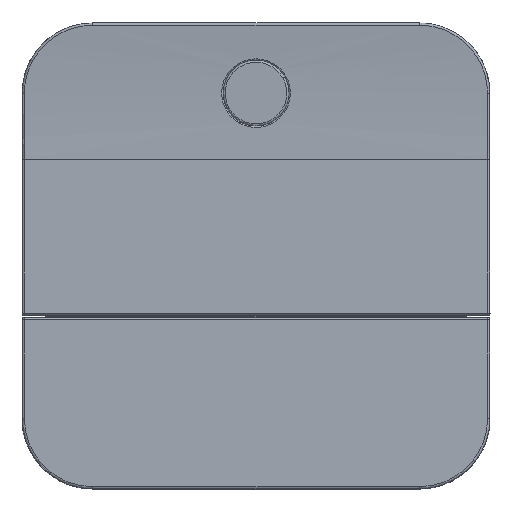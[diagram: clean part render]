
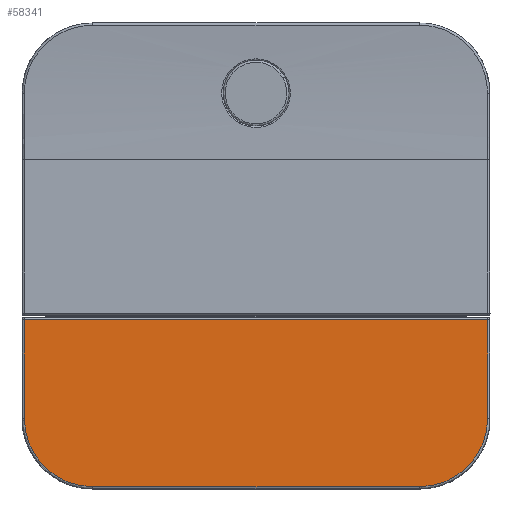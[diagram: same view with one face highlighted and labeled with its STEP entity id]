
A CAD part, top view. The second image highlights one B-rep face of the part: STEP entity #58341.
In plain terms, the highlighted planar face has unit normal (0, 0, 1).
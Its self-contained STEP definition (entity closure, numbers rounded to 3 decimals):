
#58086=DIRECTION(' ',(0.,0.,1.));
#58091=CARTESIAN_POINT(' ',(16.614,-59.386,7.));
#58096=DIRECTION(' ',(1.,0.,0.));
#58101=AXIS2_PLACEMENT_3D(' ',#58091,#58086,#58096);
#58106=PLANE('',#58101);
#58111=CARTESIAN_POINT(' ',(16.614,59.386,7.));
#58116=DIRECTION(' ',(0.,-1.,0.));
#58121=VECTOR(' ',#58116,1.);
#58126=LINE('',#58111,#58121);
#58131=CARTESIAN_POINT(' ',(16.614,59.386,7.));
#58132=VERTEX_POINT(' ',#58131);
#58136=CARTESIAN_POINT(' ',(16.614,-59.386,7.));
#58137=VERTEX_POINT(' ',#58136);
#58141=EDGE_CURVE(' ',#58132,#58137,#58126,.T.);
#58146=ORIENTED_EDGE(' ',*,*,#58141,.T.);
#58151=CARTESIAN_POINT(' ',(16.614,-59.386,7.));
#58156=DIRECTION(' ',(1.,0.,0.));
#58161=VECTOR(' ',#58156,1.);
#58166=LINE('',#58151,#58161);
#58171=CARTESIAN_POINT(' ',(41.889,-59.386,7.));
#58172=VERTEX_POINT(' ',#58171);
#58176=EDGE_CURVE(' ',#58137,#58172,#58166,.T.);
#58181=ORIENTED_EDGE(' ',*,*,#58176,.T.);
#58186=CARTESIAN_POINT(' ',(41.89,-41.89,7.));
#58191=DIRECTION(' ',(0.,0.,1.));
#58196=DIRECTION(' ',(0.,-1.,0.));
#58201=AXIS2_PLACEMENT_3D(' ',#58186,#58191,#58196);
#58206=CIRCLE('',#58201,17.496);
#58211=CARTESIAN_POINT(' ',(59.386,-41.889,7.));
#58212=VERTEX_POINT(' ',#58211);
#58216=EDGE_CURVE(' ',#58172,#58212,#58206,.T.);
#58221=ORIENTED_EDGE(' ',*,*,#58216,.T.);
#58226=CARTESIAN_POINT(' ',(59.386,-41.889,7.));
#58231=DIRECTION(' ',(0.,1.,0.));
#58236=VECTOR(' ',#58231,1.);
#58241=LINE('',#58226,#58236);
#58246=CARTESIAN_POINT(' ',(59.386,41.889,7.));
#58247=VERTEX_POINT(' ',#58246);
#58251=EDGE_CURVE(' ',#58212,#58247,#58241,.T.);
#58256=ORIENTED_EDGE(' ',*,*,#58251,.T.);
#58261=CARTESIAN_POINT(' ',(41.89,41.89,7.));
#58266=DIRECTION(' ',(0.,0.,1.));
#58271=DIRECTION(' ',(1.,0.,0.));
#58276=AXIS2_PLACEMENT_3D(' ',#58261,#58266,#58271);
#58281=CIRCLE('',#58276,17.496);
#58286=CARTESIAN_POINT(' ',(41.889,59.386,7.));
#58287=VERTEX_POINT(' ',#58286);
#58291=EDGE_CURVE(' ',#58247,#58287,#58281,.T.);
#58296=ORIENTED_EDGE(' ',*,*,#58291,.T.);
#58301=CARTESIAN_POINT(' ',(41.889,59.386,7.));
#58306=DIRECTION(' ',(-1.,0.,0.));
#58311=VECTOR(' ',#58306,1.);
#58316=LINE('',#58301,#58311);
#58321=EDGE_CURVE(' ',#58287,#58132,#58316,.T.);
#58326=ORIENTED_EDGE(' ',*,*,#58321,.T.);
#58331=EDGE_LOOP(' ',(#58146,#58181,#58221,#58256,#58296,#58326));
#58336=FACE_OUTER_BOUND(' ',#58331,.T.);
#58341=ADVANCED_FACE('',(#58336),#58106,.T.);
